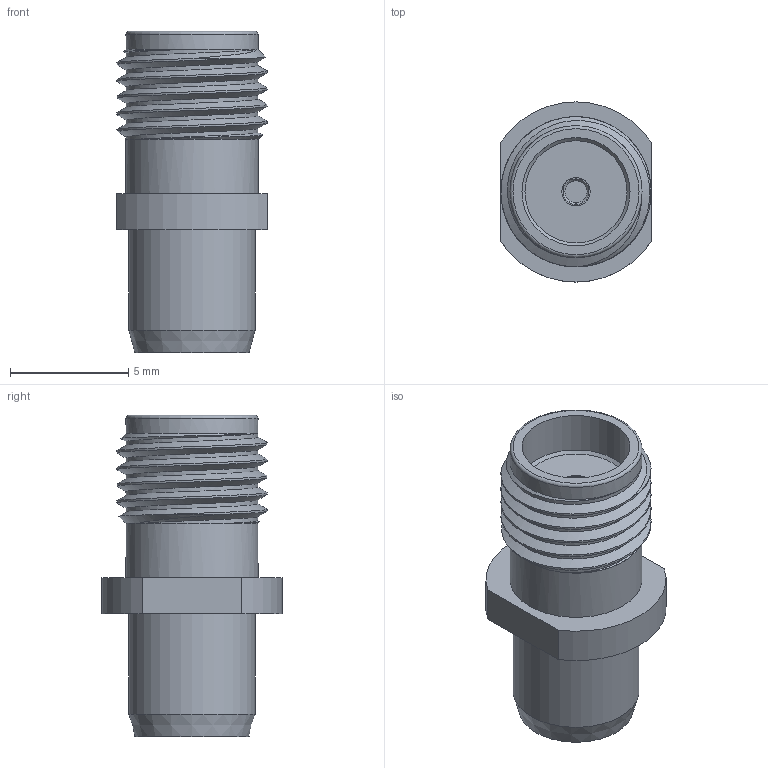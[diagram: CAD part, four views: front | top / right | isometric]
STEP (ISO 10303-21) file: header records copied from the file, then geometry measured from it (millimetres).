
FILE_DESCRIPTION (( 'STEP AP203' ), '1' );
FILE_NAME ('PE91398_3D.step', '2020-11-05T19:06:00', ( '' ), ( '' ), 'SwSTEP 2.0', 'SolidWorks 2018', '' );
FILE_SCHEMA (( 'CONFIG_CONTROL_DESIGN' ));
Length unit declared in the file: inch
Products named in the file (1): PE91398_3D
Bounding box: 6.35 x 7.62 x 13.59 mm (x, y, z)
Volume: 254.1 mm3; surface area: 490.6 mm2
Topology: 1 solids, 1 shells, 40 faces, 92 edges, 60 vertices
Faces by surface type: plane 18, cylinder 11, cone 7, bspline 3, torus 1
Full cylindrical faces by diameter (mm): 0.94 x1, 1.016 x1, 1.194 x1, 4.064 x1, 4.572 x1, 5.334 x1, 5.582 x2
Entity records: 2211 total; most frequent: CARTESIAN_POINT 1336, DIRECTION 164, ORIENTED_EDGE 146, EDGE_CURVE 73, AXIS2_PLACEMENT_3D 70, EDGE_LOOP 58, VERTEX_POINT 53, FACE_OUTER_BOUND 49
